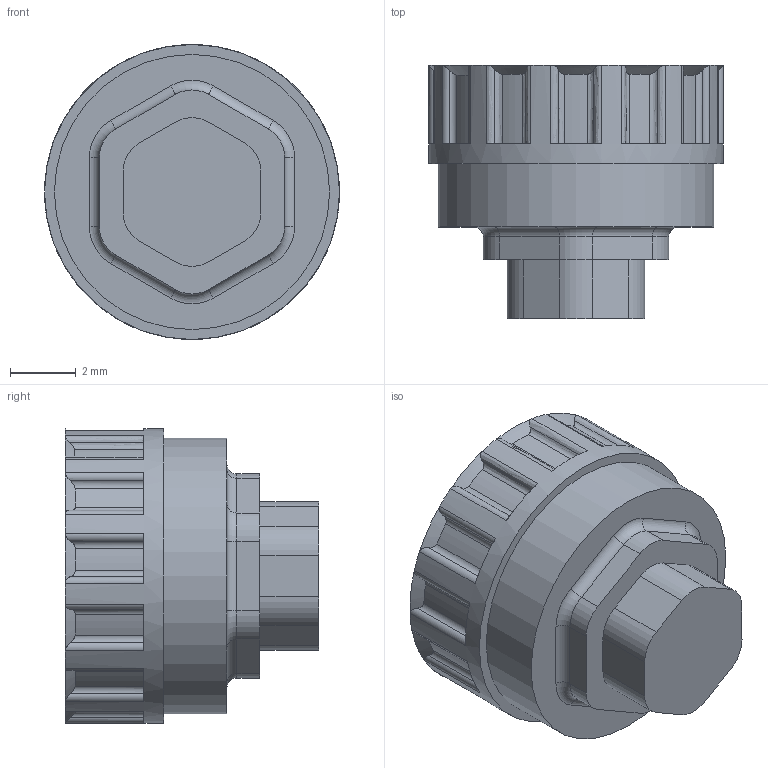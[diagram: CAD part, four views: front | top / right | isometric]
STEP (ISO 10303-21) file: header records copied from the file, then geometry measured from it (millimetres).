
FILE_DESCRIPTION(/* description */ (''),/* implementation_level */ '2;1');
FILE_NAME(/* name */ 'ECAS_cutter_full.step',/* time_stamp */ '2024-11-11T07:53:24-08:00',/* author */ (''),/* organization */ (''),/* preprocessor_version */ 'ST-DEVELOPER v20',/* originating_system */ 'Autodesk Translation Framework v13.20.0.188',/* authorisation */ '');
FILE_SCHEMA (('AUTOMOTIVE_DESIGN { 1 0 10303 214 3 1 1 }'));
Length unit declared in the file: millimetre
Products named in the file (1): MiroV1.7 Snaps
Bounding box: 9 x 7.74 x 9 mm (x, y, z)
Volume: 343.1 mm3; surface area: 316.7 mm2
Topology: 1 solids, 1 shells, 134 faces, 355 edges, 226 vertices
Faces by surface type: cylinder 73, plane 30, bspline 15, cone 10, torus 6
Full cylindrical faces by diameter (mm): 8.4 x1, 9 x1
Entity records: 5404 total; most frequent: CARTESIAN_POINT 2094, ORIENTED_EDGE 710, DIRECTION 676, EDGE_CURVE 355, AXIS2_PLACEMENT_3D 271, VERTEX_POINT 226, CIRCLE 151, EDGE_LOOP 137
